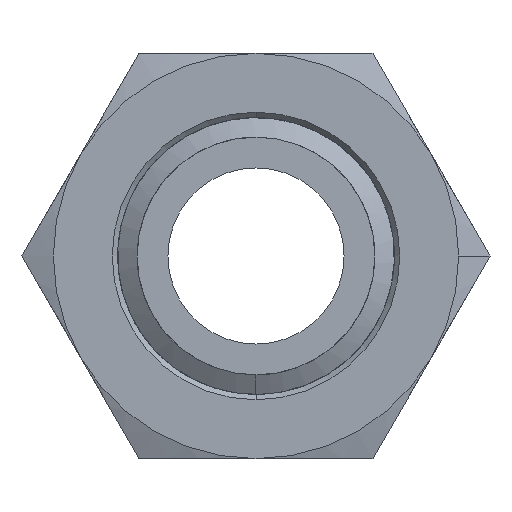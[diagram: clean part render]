
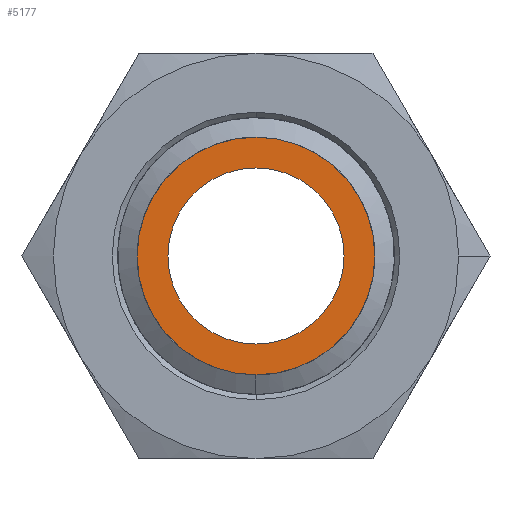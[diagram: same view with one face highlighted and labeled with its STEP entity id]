
A CAD part, front view. The second image highlights one B-rep face of the part: STEP entity #5177.
In plain terms, the highlighted planar face has unit normal (0, -1, 0).
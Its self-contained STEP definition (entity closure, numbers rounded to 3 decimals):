
#142 = CYLINDRICAL_SURFACE('',#143,2.07);
#143 = AXIS2_PLACEMENT_3D('',#144,#145,#146);
#144 = CARTESIAN_POINT('',(0.,0.,0.));
#145 = DIRECTION('',(-0.,-1.,-0.));
#146 = DIRECTION('',(0.,0.,-1.));
#158 = VERTEX_POINT('',#159);
#159 = CARTESIAN_POINT('',(0.,0.,-2.07));
#173 = CYLINDRICAL_SURFACE('',#174,2.07);
#174 = AXIS2_PLACEMENT_3D('',#175,#176,#177);
#175 = CARTESIAN_POINT('',(0.,0.,0.));
#176 = DIRECTION('',(-0.,-1.,-0.));
#177 = DIRECTION('',(0.,0.,-1.));
#185 = EDGE_CURVE('',#186,#158,#188,.T.);
#186 = VERTEX_POINT('',#187);
#187 = CARTESIAN_POINT('',(0.,0.,2.07)
  );
#188 = SURFACE_CURVE('',#189,(#194,#201),.PCURVE_S1.);
#189 = CIRCLE('',#190,2.07);
#190 = AXIS2_PLACEMENT_3D('',#191,#192,#193);
#191 = CARTESIAN_POINT('',(0.,0.,0.));
#192 = DIRECTION('',(0.,-1.,-0.));
#193 = DIRECTION('',(0.,0.,-1.));
#194 = PCURVE('',#142,#195);
#195 = DEFINITIONAL_REPRESENTATION('',(#196),#200);
#196 = LINE('',#197,#198);
#197 = CARTESIAN_POINT('',(0.,0.));
#198 = VECTOR('',#199,1.);
#199 = DIRECTION('',(1.,0.));
#200 = ( GEOMETRIC_REPRESENTATION_CONTEXT(2) 
PARAMETRIC_REPRESENTATION_CONTEXT() REPRESENTATION_CONTEXT('2D SPACE',''
  ) );
#201 = PCURVE('',#202,#207);
#202 = PLANE('',#203);
#203 = AXIS2_PLACEMENT_3D('',#204,#205,#206);
#204 = CARTESIAN_POINT('',(2.07,0.,0.));
#205 = DIRECTION('',(0.,-1.,-0.));
#206 = DIRECTION('',(0.,0.,-1.));
#207 = DEFINITIONAL_REPRESENTATION('',(#208),#212);
#208 = CIRCLE('',#209,2.07);
#209 = AXIS2_PLACEMENT_2D('',#210,#211);
#210 = CARTESIAN_POINT('',(0.,-2.07));
#211 = DIRECTION('',(1.,0.));
#212 = ( GEOMETRIC_REPRESENTATION_CONTEXT(2) 
PARAMETRIC_REPRESENTATION_CONTEXT() REPRESENTATION_CONTEXT('2D SPACE',''
  ) );
#2751 = CYLINDRICAL_SURFACE('',#2752,2.794);
#2752 = AXIS2_PLACEMENT_3D('',#2753,#2754,#2755);
#2753 = CARTESIAN_POINT('',(0.,0.,0.));
#2754 = DIRECTION('',(-0.,-1.,-0.));
#2755 = DIRECTION('',(0.,0.,-1.));
#2781 = CYLINDRICAL_SURFACE('',#2782,2.794);
#2782 = AXIS2_PLACEMENT_3D('',#2783,#2784,#2785);
#2783 = CARTESIAN_POINT('',(0.,0.,0.));
#2784 = DIRECTION('',(-0.,-1.,-0.));
#2785 = DIRECTION('',(0.,0.,-1.));
#2823 = VERTEX_POINT('',#2824);
#2824 = CARTESIAN_POINT('',(0.,0.,2.794)
  );
#2845 = EDGE_CURVE('',#2846,#2823,#2848,.T.);
#2846 = VERTEX_POINT('',#2847);
#2847 = CARTESIAN_POINT('',(0.,0.,-2.794));
#2848 = SURFACE_CURVE('',#2849,(#2854,#2861),.PCURVE_S1.);
#2849 = CIRCLE('',#2850,2.794);
#2850 = AXIS2_PLACEMENT_3D('',#2851,#2852,#2853);
#2851 = CARTESIAN_POINT('',(0.,0.,0.));
#2852 = DIRECTION('',(0.,-1.,-0.));
#2853 = DIRECTION('',(0.,0.,-1.));
#2854 = PCURVE('',#2781,#2855);
#2855 = DEFINITIONAL_REPRESENTATION('',(#2856),#2860);
#2856 = LINE('',#2857,#2858);
#2857 = CARTESIAN_POINT('',(0.,0.));
#2858 = VECTOR('',#2859,1.);
#2859 = DIRECTION('',(1.,0.));
#2860 = ( GEOMETRIC_REPRESENTATION_CONTEXT(2) 
PARAMETRIC_REPRESENTATION_CONTEXT() REPRESENTATION_CONTEXT('2D SPACE',''
  ) );
#2861 = PCURVE('',#202,#2862);
#2862 = DEFINITIONAL_REPRESENTATION('',(#2863),#2867);
#2863 = CIRCLE('',#2864,2.794);
#2864 = AXIS2_PLACEMENT_2D('',#2865,#2866);
#2865 = CARTESIAN_POINT('',(0.,-2.07));
#2866 = DIRECTION('',(1.,0.));
#2867 = ( GEOMETRIC_REPRESENTATION_CONTEXT(2) 
PARAMETRIC_REPRESENTATION_CONTEXT() REPRESENTATION_CONTEXT('2D SPACE',''
  ) );
#4058 = EDGE_CURVE('',#2823,#2846,#4059,.T.);
#4059 = SURFACE_CURVE('',#4060,(#4065,#4072),.PCURVE_S1.);
#4060 = CIRCLE('',#4061,2.794);
#4061 = AXIS2_PLACEMENT_3D('',#4062,#4063,#4064);
#4062 = CARTESIAN_POINT('',(0.,0.,0.));
#4063 = DIRECTION('',(0.,-1.,-0.));
#4064 = DIRECTION('',(0.,0.,-1.));
#4065 = PCURVE('',#2751,#4066);
#4066 = DEFINITIONAL_REPRESENTATION('',(#4067),#4071);
#4067 = LINE('',#4068,#4069);
#4068 = CARTESIAN_POINT('',(0.,0.));
#4069 = VECTOR('',#4070,1.);
#4070 = DIRECTION('',(1.,0.));
#4071 = ( GEOMETRIC_REPRESENTATION_CONTEXT(2) 
PARAMETRIC_REPRESENTATION_CONTEXT() REPRESENTATION_CONTEXT('2D SPACE',''
  ) );
#4072 = PCURVE('',#202,#4073);
#4073 = DEFINITIONAL_REPRESENTATION('',(#4074),#4078);
#4074 = CIRCLE('',#4075,2.794);
#4075 = AXIS2_PLACEMENT_2D('',#4076,#4077);
#4076 = CARTESIAN_POINT('',(0.,-2.07));
#4077 = DIRECTION('',(1.,0.));
#4078 = ( GEOMETRIC_REPRESENTATION_CONTEXT(2) 
PARAMETRIC_REPRESENTATION_CONTEXT() REPRESENTATION_CONTEXT('2D SPACE',''
  ) );
#5177 = ADVANCED_FACE('',(#5178,#5182),#202,.T.);
#5178 = FACE_BOUND('',#5179,.T.);
#5179 = EDGE_LOOP('',(#5180,#5181));
#5180 = ORIENTED_EDGE('',*,*,#2845,.T.);
#5181 = ORIENTED_EDGE('',*,*,#4058,.T.);
#5182 = FACE_BOUND('',#5183,.T.);
#5183 = EDGE_LOOP('',(#5184,#5206));
#5184 = ORIENTED_EDGE('',*,*,#5185,.F.);
#5185 = EDGE_CURVE('',#158,#186,#5186,.T.);
#5186 = SURFACE_CURVE('',#5187,(#5192,#5199),.PCURVE_S1.);
#5187 = CIRCLE('',#5188,2.07);
#5188 = AXIS2_PLACEMENT_3D('',#5189,#5190,#5191);
#5189 = CARTESIAN_POINT('',(0.,0.,0.));
#5190 = DIRECTION('',(0.,-1.,-0.));
#5191 = DIRECTION('',(0.,0.,-1.));
#5192 = PCURVE('',#202,#5193);
#5193 = DEFINITIONAL_REPRESENTATION('',(#5194),#5198);
#5194 = CIRCLE('',#5195,2.07);
#5195 = AXIS2_PLACEMENT_2D('',#5196,#5197);
#5196 = CARTESIAN_POINT('',(0.,-2.07));
#5197 = DIRECTION('',(1.,0.));
#5198 = ( GEOMETRIC_REPRESENTATION_CONTEXT(2) 
PARAMETRIC_REPRESENTATION_CONTEXT() REPRESENTATION_CONTEXT('2D SPACE',''
  ) );
#5199 = PCURVE('',#173,#5200);
#5200 = DEFINITIONAL_REPRESENTATION('',(#5201),#5205);
#5201 = LINE('',#5202,#5203);
#5202 = CARTESIAN_POINT('',(0.,0.));
#5203 = VECTOR('',#5204,1.);
#5204 = DIRECTION('',(1.,0.));
#5205 = ( GEOMETRIC_REPRESENTATION_CONTEXT(2) 
PARAMETRIC_REPRESENTATION_CONTEXT() REPRESENTATION_CONTEXT('2D SPACE',''
  ) );
#5206 = ORIENTED_EDGE('',*,*,#185,.F.);
